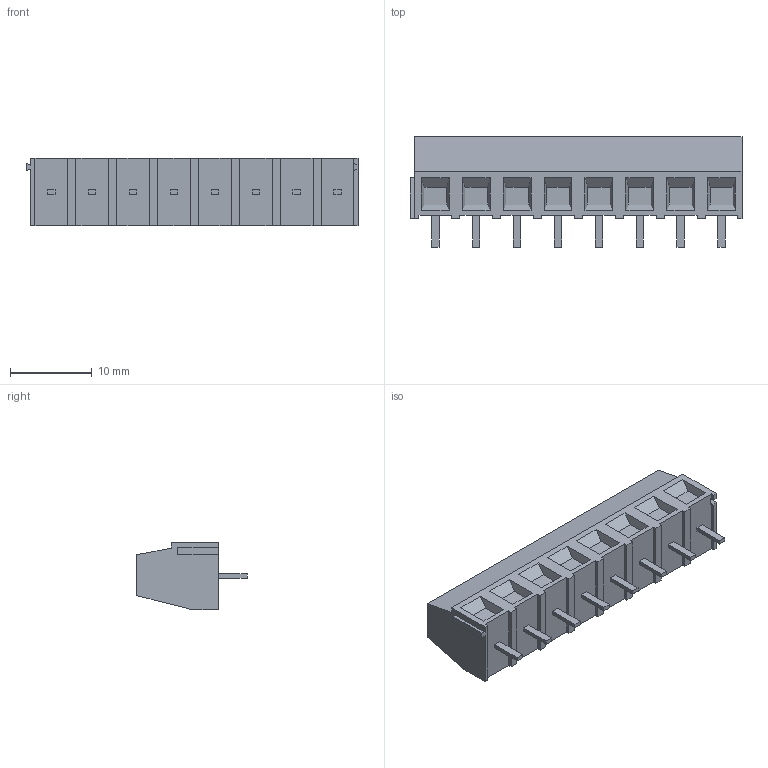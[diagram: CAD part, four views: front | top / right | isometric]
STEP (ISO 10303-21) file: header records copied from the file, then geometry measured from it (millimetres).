
FILE_DESCRIPTION(('STEP AP214'),'1');
FILE_NAME('3089095_282836-8.stp','2017-05-21T22:23:11',('TraceParts'),('TraceParts S.A.'),'Spatial InterOp 3D',' ',' ');
FILE_SCHEMA(('automotive_design'));
Length unit declared in the file: millimetre
Products named in the file (1): 3089095_282836-8
Bounding box: 40.6 x 13.5 x 8.2 mm (x, y, z)
Volume: 2580.4 mm3; surface area: 1876.3 mm2
Topology: 1 solids, 1 shells, 243 faces, 635 edges, 418 vertices
Faces by surface type: plane 211, cylinder 32
Entity records: 7376 total; most frequent: CARTESIAN_POINT 1297, ORIENTED_EDGE 1270, DIRECTION 1203, EDGE_CURVE 635, LINE 555, VECTOR 555, VERTEX_POINT 418, AXIS2_PLACEMENT_3D 324
